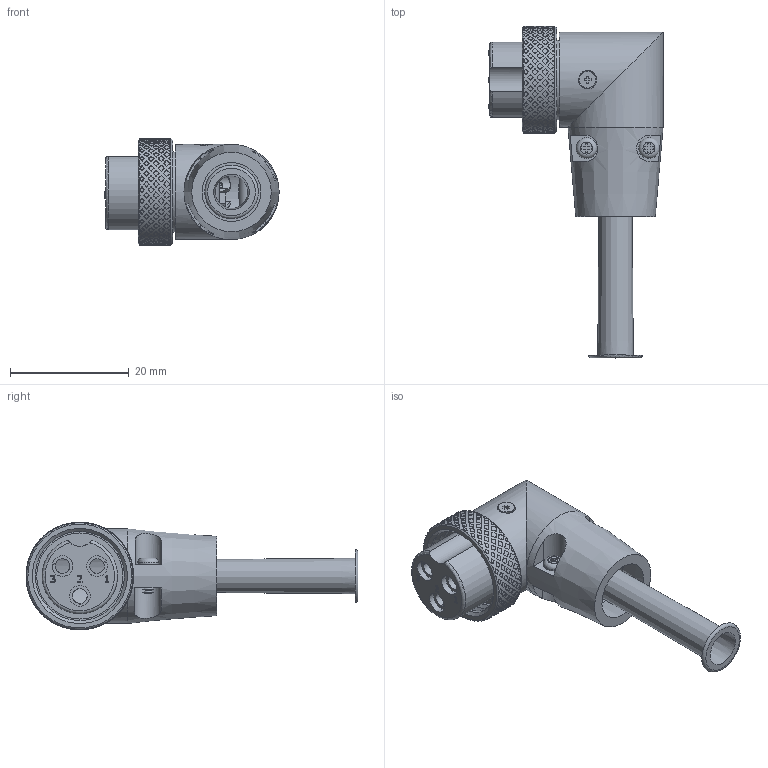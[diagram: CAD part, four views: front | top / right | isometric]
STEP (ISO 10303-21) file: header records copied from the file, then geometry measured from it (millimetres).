
FILE_DESCRIPTION(/* description */ (''),/* implementation_level */ '2;1');
FILE_NAME(/* name */ 'FC684223R 90deg plug 3pin.stp',/* time_stamp */ '2025-04-15T09:39:27+01:00',/* author */ ('tottley'),/* organization */ (''),/* preprocessor_version */ 'ST-DEVELOPER v20',/* originating_system */ 'Autodesk Inventor 2025',/* authorisation */ '');
FILE_SCHEMA (('AUTOMOTIVE_DESIGN { 1 0 10303 214 3 1 1 }'));
Length unit declared in the file: millimetre
Products named in the file (1): FC684223R 90deg plug 3pin
Bounding box: 29.3 x 55.85 x 18.1 mm (x, y, z)
Volume: 6040.4 mm3; surface area: 7152.4 mm2
Topology: 1 solids, 8 shells, 1470 faces, 3675 edges, 2419 vertices
Faces by surface type: plane 1030, cylinder 292, cone 104, bspline 38, torus 4, sphere 2
Full cylindrical faces by diameter (mm): 1 x5, 1.3 x1, 1.5 x5, 2 x2, 2.4 x1, 3.5 x5, 10.2 x1, 11.7 x1, 13 x1, 13.5 x1, 14.5 x1, 15 x2, 16 x2, 17.9 x1
Entity records: 48244 total; most frequent: CARTESIAN_POINT 9977, DIRECTION 8443, ORIENTED_EDGE 7346, EDGE_CURVE 3673, AXIS2_PLACEMENT_3D 3558, VERTEX_POINT 2419, EDGE_LOOP 1700, ELLIPSE 1575
